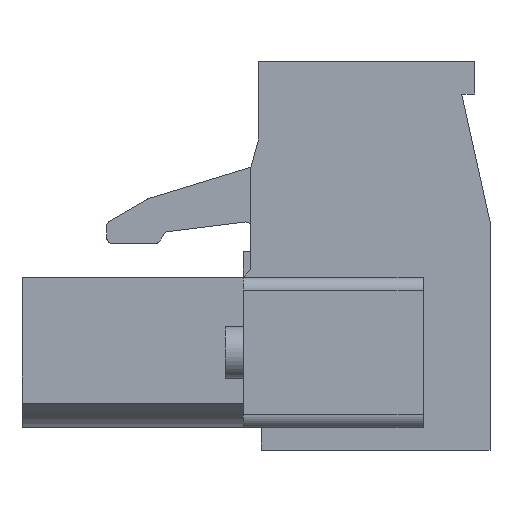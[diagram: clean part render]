
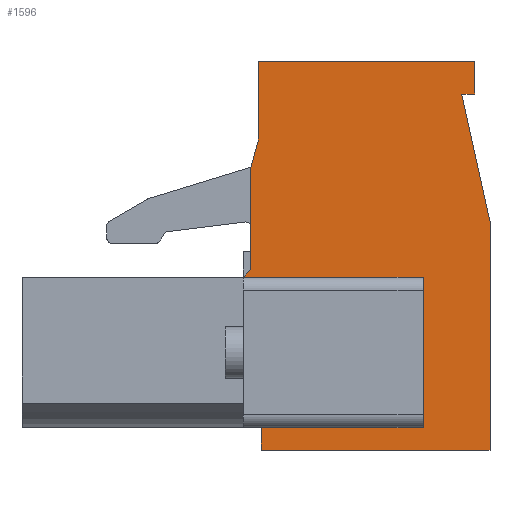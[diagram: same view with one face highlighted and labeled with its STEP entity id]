
A CAD part, left-side view. The second image highlights one B-rep face of the part: STEP entity #1596.
In plain terms, the highlighted planar face has unit normal (-1, 0, 0).
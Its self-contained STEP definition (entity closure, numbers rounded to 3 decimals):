
#1596 = ADVANCED_FACE( '', ( #3242 ), #3243, .T. );
#3242 = FACE_OUTER_BOUND( '', #4944, .T. );
#3243 = PLANE( '', #4945 );
#4944 = EDGE_LOOP( '', ( #9246, #9247, #9248, #9249, #9250, #9251, #9252, #9253, #9254, #9255, #9256, #9257, #9258, #9259 ) );
#4945 = AXIS2_PLACEMENT_3D( '', #9260, #9261, #9262 );
#9246 = ORIENTED_EDGE( '', *, *, #10973, .F. );
#9247 = ORIENTED_EDGE( '', *, *, #10739, .F. );
#9248 = ORIENTED_EDGE( '', *, *, #10837, .F. );
#9249 = ORIENTED_EDGE( '', *, *, #10445, .T. );
#9250 = ORIENTED_EDGE( '', *, *, #11972, .T. );
#9251 = ORIENTED_EDGE( '', *, *, #11931, .T. );
#9252 = ORIENTED_EDGE( '', *, *, #10920, .T. );
#9253 = ORIENTED_EDGE( '', *, *, #11115, .T. );
#9254 = ORIENTED_EDGE( '', *, *, #11624, .T. );
#9255 = ORIENTED_EDGE( '', *, *, #11938, .T. );
#9256 = ORIENTED_EDGE( '', *, *, #10619, .T. );
#9257 = ORIENTED_EDGE( '', *, *, #11468, .T. );
#9258 = ORIENTED_EDGE( '', *, *, #11180, .T. );
#9259 = ORIENTED_EDGE( '', *, *, #10393, .T. );
#9260 = CARTESIAN_POINT( '', ( -7.62, 0., 0. ) );
#9261 = DIRECTION( '', ( -1., 0., 0. ) );
#9262 = DIRECTION( '', ( 0., 0., 1. ) );
#10393 = EDGE_CURVE( '', #12477, #12483, #12485, .F. );
#10445 = EDGE_CURVE( '', #12573, #12574, #12575, .T. );
#10619 = EDGE_CURVE( '', #12878, #12876, #12879, .T. );
#10739 = EDGE_CURVE( '', #13078, #13080, #13081, .T. );
#10837 = EDGE_CURVE( '', #12573, #13078, #13241, .T. );
#10920 = EDGE_CURVE( '', #13373, #13371, #13374, .T. );
#10973 = EDGE_CURVE( '', #13080, #12483, #13457, .T. );
#11115 = EDGE_CURVE( '', #13371, #13679, #13681, .T. );
#11180 = EDGE_CURVE( '', #13778, #12477, #13779, .T. );
#11468 = EDGE_CURVE( '', #12876, #13778, #14200, .T. );
#11624 = EDGE_CURVE( '', #13679, #14401, #14402, .T. );
#11931 = EDGE_CURVE( '', #14775, #13373, #14776, .T. );
#11938 = EDGE_CURVE( '', #14401, #12878, #14783, .T. );
#11972 = EDGE_CURVE( '', #12574, #14775, #14822, .T. );
#12477 = VERTEX_POINT( '', #15535 );
#12483 = VERTEX_POINT( '', #15544 );
#12485 = LINE( '', #15547, #15548 );
#12573 = VERTEX_POINT( '', #15680 );
#12574 = VERTEX_POINT( '', #15681 );
#12575 = LINE( '', #15682, #15683 );
#12876 = VERTEX_POINT( '', #16107 );
#12878 = VERTEX_POINT( '', #16110 );
#12879 = LINE( '', #16111, #16112 );
#13078 = VERTEX_POINT( '', #16388 );
#13080 = VERTEX_POINT( '', #16391 );
#13081 = LINE( '', #16392, #16393 );
#13241 = LINE( '', #16631, #16632 );
#13371 = VERTEX_POINT( '', #16825 );
#13373 = VERTEX_POINT( '', #16828 );
#13374 = LINE( '', #16829, #16830 );
#13457 = LINE( '', #16952, #16953 );
#13679 = VERTEX_POINT( '', #17262 );
#13681 = LINE( '', #17265, #17266 );
#13778 = VERTEX_POINT( '', #17406 );
#13779 = LINE( '', #17407, #17408 );
#14200 = LINE( '', #18011, #18012 );
#14401 = VERTEX_POINT( '', #18328 );
#14402 = LINE( '', #18329, #18330 );
#14775 = VERTEX_POINT( '', #18862 );
#14776 = LINE( '', #18863, #18864 );
#14783 = LINE( '', #18874, #18875 );
#14822 = LINE( '', #18931, #18932 );
#15535 = CARTESIAN_POINT( '', ( -7.62, 4.85, 2.575 ) );
#15544 = CARTESIAN_POINT( '', ( -7.62, 5.15, 2.275 ) );
#15547 = CARTESIAN_POINT( '', ( -7.62, 4.85, 2.575 ) );
#15548 = VECTOR( '', #19335, 1000. );
#15680 = CARTESIAN_POINT( '', ( -7.62, 4.45, -3.575 ) );
#15681 = CARTESIAN_POINT( '', ( -7.62, 4.45, -4.45 ) );
#15682 = CARTESIAN_POINT( '', ( -7.62, 4.45, -3.575 ) );
#15683 = VECTOR( '', #19380, 1000. );
#16107 = CARTESIAN_POINT( '', ( -7.62, 4.55, 7.65 ) );
#16110 = CARTESIAN_POINT( '', ( -7.62, 4.55, 10.65 ) );
#16111 = CARTESIAN_POINT( '', ( -7.62, 4.55, 10.65 ) );
#16112 = VECTOR( '', #19559, 1000. );
#16388 = CARTESIAN_POINT( '', ( -7.62, -1.85, -3.575 ) );
#16391 = CARTESIAN_POINT( '', ( -7.62, -1.85, 2.275 ) );
#16392 = CARTESIAN_POINT( '', ( -7.62, -1.85, -3.575 ) );
#16393 = VECTOR( '', #19695, 1000. );
#16631 = CARTESIAN_POINT( '', ( -7.62, 5.15, -3.575 ) );
#16632 = VECTOR( '', #19791, 1000. );
#16825 = CARTESIAN_POINT( '', ( -7.62, -3.35, 9.4 ) );
#16828 = CARTESIAN_POINT( '', ( -7.62, -4.45, 4.45 ) );
#16829 = CARTESIAN_POINT( '', ( -7.62, -4.45, 4.45 ) );
#16830 = VECTOR( '', #19862, 1000. );
#16952 = CARTESIAN_POINT( '', ( -7.62, -1.85, 2.275 ) );
#16953 = VECTOR( '', #19911, 1000. );
#17262 = CARTESIAN_POINT( '', ( -7.62, -3.85, 9.4 ) );
#17265 = CARTESIAN_POINT( '', ( -7.62, -3.35, 9.4 ) );
#17266 = VECTOR( '', #20063, 1000. );
#17406 = CARTESIAN_POINT( '', ( -7.62, 4.85, 6.55 ) );
#17407 = CARTESIAN_POINT( '', ( -7.62, 4.85, 6.55 ) );
#17408 = VECTOR( '', #20134, 1000. );
#18011 = CARTESIAN_POINT( '', ( -7.62, 4.55, 7.65 ) );
#18012 = VECTOR( '', #20419, 1000. );
#18328 = CARTESIAN_POINT( '', ( -7.62, -3.85, 10.65 ) );
#18329 = CARTESIAN_POINT( '', ( -7.62, -3.85, 9.4 ) );
#18330 = VECTOR( '', #20559, 1000. );
#18862 = CARTESIAN_POINT( '', ( -7.62, -4.45, -4.45 ) );
#18863 = CARTESIAN_POINT( '', ( -7.62, -4.45, -4.45 ) );
#18864 = VECTOR( '', #20815, 1000. );
#18874 = CARTESIAN_POINT( '', ( -7.62, -3.85, 10.65 ) );
#18875 = VECTOR( '', #20819, 1000. );
#18931 = CARTESIAN_POINT( '', ( -7.62, 4.45, -4.45 ) );
#18932 = VECTOR( '', #20846, 1000. );
#19335 = DIRECTION( '', ( 0., -0.707, 0.707 ) );
#19380 = DIRECTION( '', ( 0., 0., -1. ) );
#19559 = DIRECTION( '', ( 0., 0., -1. ) );
#19695 = DIRECTION( '', ( 0., 0., 1. ) );
#19791 = DIRECTION( '', ( 0., -1., 0. ) );
#19862 = DIRECTION( '', ( 0., 0.217, 0.976 ) );
#19911 = DIRECTION( '', ( 0., 1., 0. ) );
#20063 = DIRECTION( '', ( 0., -1., 0. ) );
#20134 = DIRECTION( '', ( 0., 0., -1. ) );
#20419 = DIRECTION( '', ( 0., 0.263, -0.965 ) );
#20559 = DIRECTION( '', ( 0., 0., 1. ) );
#20815 = DIRECTION( '', ( 0., 0., 1. ) );
#20819 = DIRECTION( '', ( 0., 1., 0. ) );
#20846 = DIRECTION( '', ( 0., -1., 0. ) );
